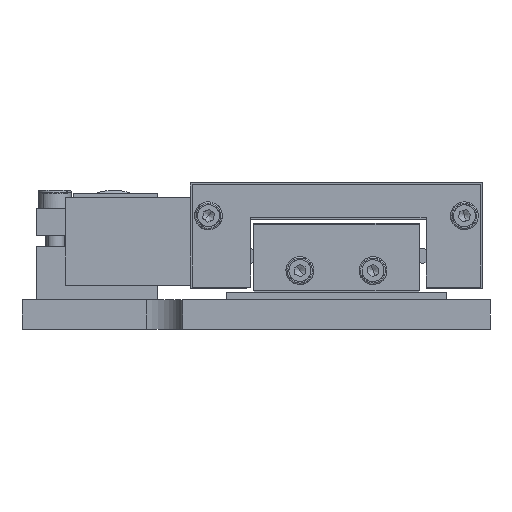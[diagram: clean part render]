
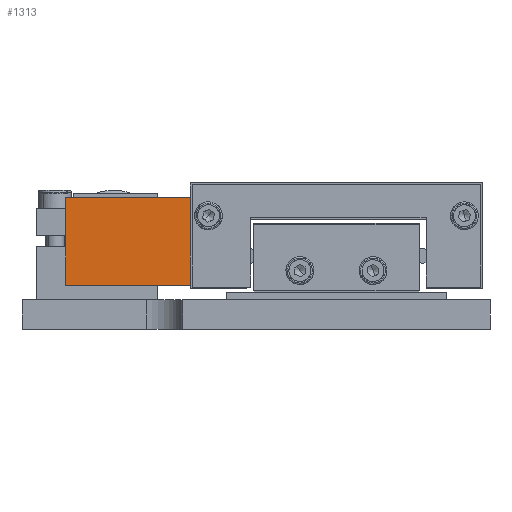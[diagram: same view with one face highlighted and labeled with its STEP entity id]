
A CAD part, front view. The second image highlights one B-rep face of the part: STEP entity #1313.
In plain terms, the highlighted free-form (B-spline) face has degree [1, 1] with [2, 2] control points.
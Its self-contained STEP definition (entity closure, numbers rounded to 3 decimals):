
#420=B_SPLINE_SURFACE_WITH_KNOTS('',1,1,((#35333,#35334),(#35335,#35336)),
 .UNSPECIFIED.,.F.,.F.,.F.,(2,2),(2,2),(-18.82,1.82),(-44.22,5.22),
 .UNSPECIFIED.);
#422=B_SPLINE_SURFACE_WITH_KNOTS('',1,1,((#35341,#35342),(#35343,#35344)),
 .UNSPECIFIED.,.F.,.F.,.F.,(2,2),(2,2),(15.38,21.62),(-12.32,2.32),
 .UNSPECIFIED.);
#423=B_SPLINE_SURFACE_WITH_KNOTS('',1,1,((#35345,#35346),(#35347,#35348)),
 .UNSPECIFIED.,.F.,.F.,.F.,(2,2),(2,2),(-40.22,9.22),(-15.82,4.82),
 .UNSPECIFIED.);
#425=B_SPLINE_SURFACE_WITH_KNOTS('',1,1,((#35445,#35446),(#35447,#35448)),
 .UNSPECIFIED.,.F.,.F.,.F.,(2,2),(2,2),(-10.32,10.32),(-7.32,7.32),
 .UNSPECIFIED.);
#426=B_SPLINE_SURFACE_WITH_KNOTS('',1,1,((#35449,#35450),(#35451,#35452)),
 .UNSPECIFIED.,.F.,.F.,.F.,(2,2),(2,2),(-12.32,2.32),(19.78,21.22),
 .UNSPECIFIED.);
#1313=ADVANCED_FACE('',(#1934),#425,.T.);
#1934=FACE_OUTER_BOUND('',#2655,.T.);
#2655=EDGE_LOOP('',(#5647,#5648,#5649,#5650));
#5647=ORIENTED_EDGE('',*,*,#19353,.T.);
#5648=ORIENTED_EDGE('',*,*,#19333,.F.);
#5649=ORIENTED_EDGE('',*,*,#19331,.F.);
#5650=ORIENTED_EDGE('',*,*,#19325,.F.);
#8828=PCURVE('',#420,#12058);
#8837=PCURVE('',#422,#12067);
#8842=PCURVE('',#423,#12072);
#8877=PCURVE('',#425,#12107);
#8878=PCURVE('',#425,#12108);
#8879=PCURVE('',#425,#12109);
#8880=PCURVE('',#425,#12110);
#8882=PCURVE('',#426,#12112);
#12058=DEFINITIONAL_REPRESENTATION('',(#15679),#46496);
#12067=DEFINITIONAL_REPRESENTATION('',(#15694),#46496);
#12072=DEFINITIONAL_REPRESENTATION('',(#15701),#46496);
#12107=DEFINITIONAL_REPRESENTATION('',(#15742),#46496);
#12108=DEFINITIONAL_REPRESENTATION('',(#15743),#46496);
#12109=DEFINITIONAL_REPRESENTATION('',(#15744),#46496);
#12110=DEFINITIONAL_REPRESENTATION('',(#15745),#46496);
#12112=DEFINITIONAL_REPRESENTATION('',(#15747),#46496);
#15678=B_SPLINE_CURVE_WITH_KNOTS('',1,(#45287,#45288),.UNSPECIFIED.,.F.,
 .F.,(2,2),(0.,17.),.UNSPECIFIED.);
#15679=B_SPLINE_CURVE_WITH_KNOTS('',1,(#45289,#45290),.UNSPECIFIED.,.F.,
 .F.,(2,2),(0.,17.),.UNSPECIFIED.);
#15693=B_SPLINE_CURVE_WITH_KNOTS('',1,(#45317,#45318),.UNSPECIFIED.,.F.,
 .F.,(2,2),(0.,12.),.UNSPECIFIED.);
#15694=B_SPLINE_CURVE_WITH_KNOTS('',1,(#45319,#45320),.UNSPECIFIED.,.F.,
 .F.,(2,2),(0.,12.),.UNSPECIFIED.);
#15700=B_SPLINE_CURVE_WITH_KNOTS('',1,(#45331,#45332),.UNSPECIFIED.,.F.,
 .F.,(2,2),(0.,17.),.UNSPECIFIED.);
#15701=B_SPLINE_CURVE_WITH_KNOTS('',1,(#45333,#45334),.UNSPECIFIED.,.F.,
 .F.,(2,2),(0.,17.),.UNSPECIFIED.);
#15741=B_SPLINE_CURVE_WITH_KNOTS('',1,(#45483,#45484),.UNSPECIFIED.,.F.,
 .F.,(2,2),(-12.,0.),.UNSPECIFIED.);
#15742=B_SPLINE_CURVE_WITH_KNOTS('',1,(#45485,#45486),.UNSPECIFIED.,.F.,
 .F.,(2,2),(-12.,0.),.UNSPECIFIED.);
#15743=B_SPLINE_CURVE_WITH_KNOTS('',1,(#45487,#45488),.UNSPECIFIED.,.F.,
 .F.,(2,2),(0.,17.),.UNSPECIFIED.);
#15744=B_SPLINE_CURVE_WITH_KNOTS('',1,(#45489,#45490),.UNSPECIFIED.,.F.,
 .F.,(2,2),(0.,12.),.UNSPECIFIED.);
#15745=B_SPLINE_CURVE_WITH_KNOTS('',1,(#45491,#45492),.UNSPECIFIED.,.F.,
 .F.,(2,2),(0.,17.),.UNSPECIFIED.);
#15747=B_SPLINE_CURVE_WITH_KNOTS('',1,(#45495,#45496),.UNSPECIFIED.,.F.,
 .F.,(2,2),(-12.,0.),.UNSPECIFIED.);
#17641=SURFACE_CURVE('',#15678,(#8828,#8880),.PCURVE_S1.);
#17647=SURFACE_CURVE('',#15693,(#8837,#8879),.PCURVE_S1.);
#17649=SURFACE_CURVE('',#15700,(#8842,#8878),.PCURVE_S1.);
#17669=SURFACE_CURVE('',#15741,(#8877,#8882),.PCURVE_S1.);
#19325=EDGE_CURVE('',#21721,#21722,#17641,.T.);
#19331=EDGE_CURVE('',#21722,#21725,#17647,.T.);
#19333=EDGE_CURVE('',#21725,#21726,#17649,.T.);
#19353=EDGE_CURVE('',#21721,#21726,#17669,.T.);
#21721=VERTEX_POINT('',#36892);
#21722=VERTEX_POINT('',#36893);
#21725=VERTEX_POINT('',#36896);
#21726=VERTEX_POINT('',#36897);
#35333=CARTESIAN_POINT('',(-27.52,24.295,6.075));
#35334=CARTESIAN_POINT('',(-27.52,-25.145,6.075));
#35335=CARTESIAN_POINT('',(-6.88,24.295,6.075));
#35336=CARTESIAN_POINT('',(-6.88,-25.145,6.075));
#35341=CARTESIAN_POINT('',(-25.7,-15.305,4.755));
#35342=CARTESIAN_POINT('',(-25.7,-15.305,19.395));
#35343=CARTESIAN_POINT('',(-25.7,-21.545,4.755));
#35344=CARTESIAN_POINT('',(-25.7,-21.545,19.395));
#35345=CARTESIAN_POINT('',(-27.52,24.295,18.075));
#35346=CARTESIAN_POINT('',(-6.88,24.295,18.075));
#35347=CARTESIAN_POINT('',(-27.52,-25.145,18.075));
#35348=CARTESIAN_POINT('',(-6.88,-25.145,18.075));
#35445=CARTESIAN_POINT('',(-27.52,-20.925,4.755));
#35446=CARTESIAN_POINT('',(-27.52,-20.925,19.395));
#35447=CARTESIAN_POINT('',(-6.88,-20.925,4.755));
#35448=CARTESIAN_POINT('',(-6.88,-20.925,19.395));
#35449=CARTESIAN_POINT('',(-8.7,-19.705,4.755));
#35450=CARTESIAN_POINT('',(-8.7,-21.145,4.755));
#35451=CARTESIAN_POINT('',(-8.7,-19.705,19.395));
#35452=CARTESIAN_POINT('',(-8.7,-21.145,19.395));
#36892=CARTESIAN_POINT('',(-8.7,-20.925,6.075));
#36893=CARTESIAN_POINT('',(-25.7,-20.925,6.075));
#36896=CARTESIAN_POINT('',(-25.7,-20.925,18.075));
#36897=CARTESIAN_POINT('',(-8.7,-20.925,18.075));
#45287=CARTESIAN_POINT('',(-8.7,-20.925,6.075));
#45288=CARTESIAN_POINT('',(-25.7,-20.925,6.075));
#45289=CARTESIAN_POINT('',(0.,1.));
#45290=CARTESIAN_POINT('',(-17.,1.));
#45317=CARTESIAN_POINT('',(-25.7,-20.925,6.075));
#45318=CARTESIAN_POINT('',(-25.7,-20.925,18.075));
#45319=CARTESIAN_POINT('',(21.,-11.));
#45320=CARTESIAN_POINT('',(21.,1.));
#45331=CARTESIAN_POINT('',(-25.7,-20.925,18.075));
#45332=CARTESIAN_POINT('',(-8.7,-20.925,18.075));
#45333=CARTESIAN_POINT('',(5.,-14.));
#45334=CARTESIAN_POINT('',(5.,3.));
#45483=CARTESIAN_POINT('',(-8.7,-20.925,6.075));
#45484=CARTESIAN_POINT('',(-8.7,-20.925,18.075));
#45485=CARTESIAN_POINT('',(8.5,-6.));
#45486=CARTESIAN_POINT('',(8.5,6.));
#45487=CARTESIAN_POINT('',(-8.5,6.));
#45488=CARTESIAN_POINT('',(8.5,6.));
#45489=CARTESIAN_POINT('',(-8.5,-6.));
#45490=CARTESIAN_POINT('',(-8.5,6.));
#45491=CARTESIAN_POINT('',(8.5,-6.));
#45492=CARTESIAN_POINT('',(-8.5,-6.));
#45495=CARTESIAN_POINT('',(-11.,21.));
#45496=CARTESIAN_POINT('',(1.,21.));
#46496=(
GEOMETRIC_REPRESENTATION_CONTEXT(2)
PARAMETRIC_REPRESENTATION_CONTEXT()
REPRESENTATION_CONTEXT('pspace','')
);
